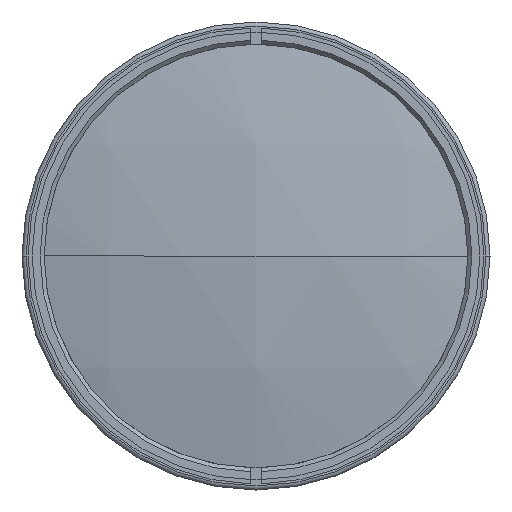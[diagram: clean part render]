
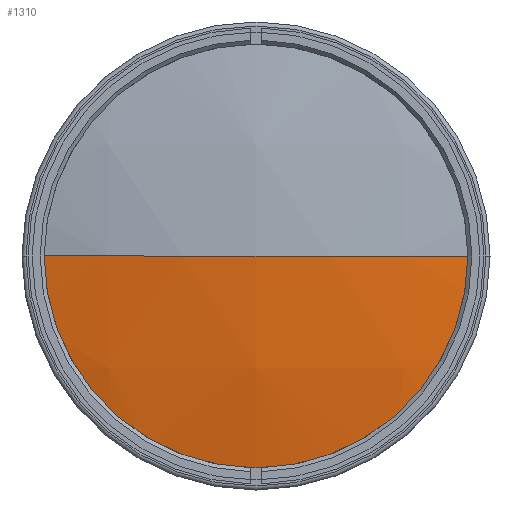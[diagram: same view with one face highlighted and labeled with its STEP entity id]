
A CAD part, left-side view. The second image highlights one B-rep face of the part: STEP entity #1310.
In plain terms, the highlighted spherical face has radius 252 mm.
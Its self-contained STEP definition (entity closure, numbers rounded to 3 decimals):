
#162 = DIRECTION ( 'NONE',  ( 0., 0., 1. ) ) ;
#698 = DIRECTION ( 'NONE',  ( 0., -1., 0. ) ) ;
#777 = DIRECTION ( 'NONE',  ( 0., 1., 0. ) ) ;
#844 = CIRCLE ( 'NONE', #5682, 55. ) ;
#1239 = DIRECTION ( 'NONE',  ( 0., 0., -1. ) ) ;
#1270 = FACE_OUTER_BOUND ( 'NONE', #3864, .T. ) ;
#1310 = ADVANCED_FACE ( 'NONE', ( #1270 ), #1727, .T. ) ;
#1447 = DIRECTION ( 'NONE',  ( 0., 0., 1. ) ) ;
#1590 = CARTESIAN_POINT ( 'NONE',  ( 19.496, 0., 0. ) ) ;
#1727 = SPHERICAL_SURFACE ( 'NONE', #2884, 252. ) ;
#1821 = AXIS2_PLACEMENT_3D ( 'NONE', #1590, #3511, #5439 ) ;
#1952 = EDGE_CURVE ( 'NONE', #5769, #4654, #844, .T. ) ;
#2232 = CIRCLE ( 'NONE', #6159, 252. ) ;
#2414 = CIRCLE ( 'NONE', #1821, 252. ) ;
#2424 = CARTESIAN_POINT ( 'NONE',  ( -226.429, 55., 0. ) ) ;
#2529 = DIRECTION ( 'NONE',  ( -1., 0., 0. ) ) ;
#2793 = EDGE_CURVE ( 'NONE', #4654, #5155, #2414, .T. ) ;
#2884 = AXIS2_PLACEMENT_3D ( 'NONE', #3615, #1239, #777 ) ;
#3456 = CARTESIAN_POINT ( 'NONE',  ( -232.504, 0., 0. ) ) ;
#3468 = CARTESIAN_POINT ( 'NONE',  ( -226.429, 0., 0. ) ) ;
#3511 = DIRECTION ( 'NONE',  ( 0., 0., -1. ) ) ;
#3615 = CARTESIAN_POINT ( 'NONE',  ( 19.496, 0., 0. ) ) ;
#3732 = ORIENTED_EDGE ( 'NONE', *, *, #5925, .F. ) ;
#3864 = EDGE_LOOP ( 'NONE', ( #5640, #4213, #3732 ) ) ;
#3974 = CARTESIAN_POINT ( 'NONE',  ( -226.429, -55., 0. ) ) ;
#4213 = ORIENTED_EDGE ( 'NONE', *, *, #2793, .T. ) ;
#4654 = VERTEX_POINT ( 'NONE', #3974 ) ;
#4937 = CARTESIAN_POINT ( 'NONE',  ( 19.496, 0., 0. ) ) ;
#5155 = VERTEX_POINT ( 'NONE', #3456 ) ;
#5439 = DIRECTION ( 'NONE',  ( 0., 1., 0. ) ) ;
#5640 = ORIENTED_EDGE ( 'NONE', *, *, #1952, .T. ) ;
#5682 = AXIS2_PLACEMENT_3D ( 'NONE', #3468, #2529, #1447 ) ;
#5769 = VERTEX_POINT ( 'NONE', #2424 ) ;
#5925 = EDGE_CURVE ( 'NONE', #5769, #5155, #2232, .T. ) ;
#6159 = AXIS2_PLACEMENT_3D ( 'NONE', #4937, #162, #698 ) ;
